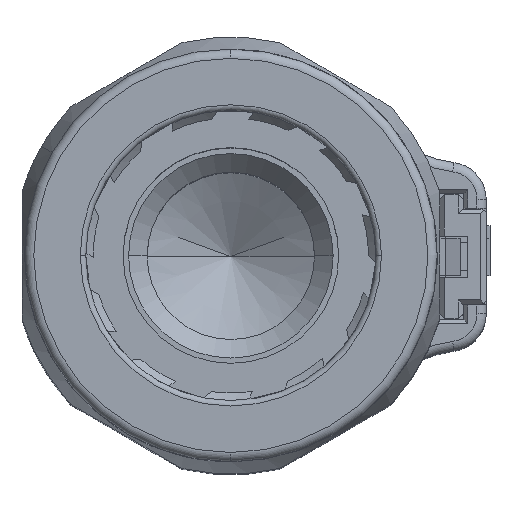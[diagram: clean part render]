
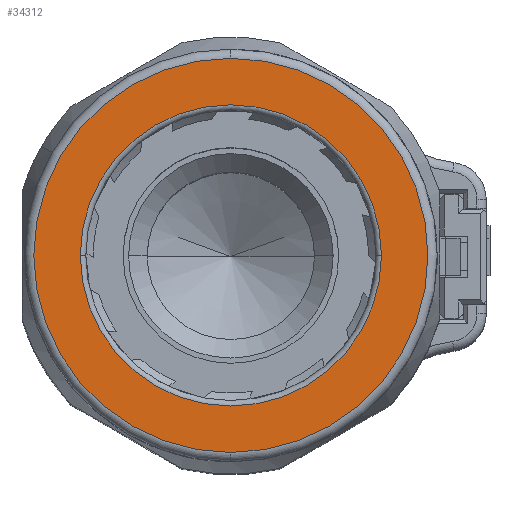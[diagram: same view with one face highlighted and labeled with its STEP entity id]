
A CAD part, top view. The second image highlights one B-rep face of the part: STEP entity #34312.
In plain terms, the highlighted planar face has unit normal (0, 0, 1).
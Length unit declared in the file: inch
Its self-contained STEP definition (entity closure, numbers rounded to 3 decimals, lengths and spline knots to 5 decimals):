
#9399=CARTESIAN_POINT('',(0.,0.,2.79921));
#9400=DIRECTION('',(0.,0.,1.));
#9401=DIRECTION('',(0.,1.,0.));
#9402=AXIS2_PLACEMENT_3D('',#9399,#9400,#9401);
#9404=CARTESIAN_POINT('',(0.,0.,2.79921));
#9405=DIRECTION('',(0.,0.,1.));
#9406=DIRECTION('',(0.,-1.,0.));
#9407=AXIS2_PLACEMENT_3D('',#9404,#9405,#9406);
#9409=CARTESIAN_POINT('',(0.,0.,2.79921));
#9410=DIRECTION('',(0.,0.,-1.));
#9411=DIRECTION('',(-1.,0.,0.));
#9412=AXIS2_PLACEMENT_3D('',#9409,#9410,#9411);
#9414=CARTESIAN_POINT('',(0.,0.,2.79921));
#9415=DIRECTION('',(0.,0.,-1.));
#9416=DIRECTION('',(1.,0.,0.));
#9417=AXIS2_PLACEMENT_3D('',#9414,#9415,#9416);
#20641=CARTESIAN_POINT('',(0.,0.41732,2.79921));
#20642=CARTESIAN_POINT('',(0.,-0.41732,2.79921));
#20643=VERTEX_POINT('',#20641);
#20644=VERTEX_POINT('',#20642);
#20651=CARTESIAN_POINT('',(-0.3189,0.,2.79921));
#20652=CARTESIAN_POINT('',(0.3189,0.,2.79921));
#20653=VERTEX_POINT('',#20651);
#20654=VERTEX_POINT('',#20652);
#34296=CARTESIAN_POINT('',(0.,0.,2.79921));
#34297=DIRECTION('',(0.,0.,-1.));
#34298=DIRECTION('',(0.,-1.,0.));
#34299=AXIS2_PLACEMENT_3D('',#34296,#34297,#34298);
#34300=PLANE('',#34299);
#34301=ORIENTED_EDGE('',*,*,#34286,.F.);
#34303=ORIENTED_EDGE('',*,*,#34302,.F.);
#34304=EDGE_LOOP('',(#34301,#34303));
#34305=FACE_OUTER_BOUND('',#34304,.F.);
#34307=ORIENTED_EDGE('',*,*,#34306,.F.);
#34309=ORIENTED_EDGE('',*,*,#34308,.F.);
#34310=EDGE_LOOP('',(#34307,#34309));
#34311=FACE_BOUND('',#34310,.F.);
#34312=ADVANCED_FACE('',(#34305,#34311),#34300,.F.);
#9403=CIRCLE('',#9402,0.41732);
#9408=CIRCLE('',#9407,0.41732);
#9413=CIRCLE('',#9412,0.3189);
#9418=CIRCLE('',#9417,0.3189);
#34286=EDGE_CURVE('',#20643,#20644,#9403,.T.);
#34302=EDGE_CURVE('',#20644,#20643,#9408,.T.);
#34306=EDGE_CURVE('',#20653,#20654,#9413,.T.);
#34308=EDGE_CURVE('',#20654,#20653,#9418,.T.);
